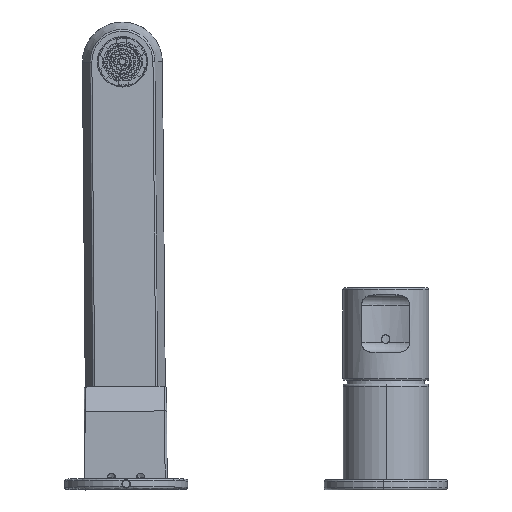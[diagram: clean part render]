
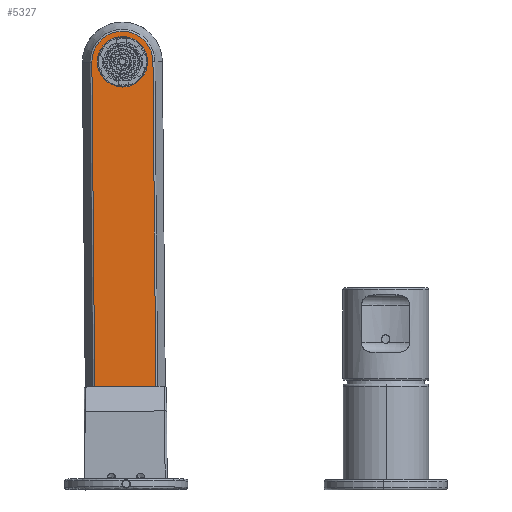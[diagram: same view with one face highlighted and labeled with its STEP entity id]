
A CAD part, front view. The second image highlights one B-rep face of the part: STEP entity #5327.
In plain terms, the highlighted planar face has unit normal (0, -1, 0.009).
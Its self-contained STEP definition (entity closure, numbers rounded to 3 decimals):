
#464 = EDGE_CURVE ( 'NONE', #12423, #1054, #8550, .T. ) ;
#1054 = VERTEX_POINT ( 'NONE', #9656 ) ;
#1248 = DIRECTION ( 'NONE',  ( -0.009, 0.009, 1. ) ) ;
#1758 = CIRCLE ( 'NONE', #4022, 12.25 ) ;
#1946 = AXIS2_PLACEMENT_3D ( 'NONE', #15860, #8167, #9349 ) ;
#2529 = VERTEX_POINT ( 'NONE', #8152 ) ;
#2689 = FACE_BOUND ( 'NONE', #11250, .T. ) ;
#3028 = DIRECTION ( 'NONE',  ( 0., -1., 0.009 ) ) ;
#3148 = CARTESIAN_POINT ( 'NONE',  ( -106.232, 13.49, 196.491 ) ) ;
#3468 = DIRECTION ( 'NONE',  ( 0.009, -0.009, -1. ) ) ;
#3573 = AXIS2_PLACEMENT_3D ( 'NONE', #16474, #5073, #8761 ) ;
#3873 = CARTESIAN_POINT ( 'NONE',  ( -105.687, 12.945, 133.996 ) ) ;
#4022 = AXIS2_PLACEMENT_3D ( 'NONE', #3148, #3028, #8346 ) ;
#4238 = VECTOR ( 'NONE', #7960, 1000. ) ;
#5073 = DIRECTION ( 'NONE',  ( 0., -1., 0.009 ) ) ;
#5151 = PLANE ( 'NONE',  #10699 ) ;
#5327 = ADVANCED_FACE ( 'NONE', ( #2689, #8763 ), #5151, .T. ) ;
#5903 = LINE ( 'NONE', #10302, #11991 ) ;
#6265 = ORIENTED_EDGE ( 'NONE', *, *, #12307, .T. ) ;
#6479 = DIRECTION ( 'NONE',  ( 0., -1., 0.009 ) ) ;
#6582 = EDGE_CURVE ( 'NONE', #14841, #15678, #6878, .T. ) ;
#6878 = LINE ( 'NONE', #15665, #4238 ) ;
#7003 = CARTESIAN_POINT ( 'NONE',  ( -93.983, 13.491, 196.598 ) ) ;
#7064 = CARTESIAN_POINT ( 'NONE',  ( -90.001, 12.113, 38.633 ) ) ;
#7202 = ORIENTED_EDGE ( 'NONE', *, *, #13503, .F. ) ;
#7356 = ORIENTED_EDGE ( 'NONE', *, *, #11238, .T. ) ;
#7927 = CARTESIAN_POINT ( 'NONE',  ( -119.706, 12.11, 38.374 ) ) ;
#7960 = DIRECTION ( 'NONE',  ( -1., 0., -0.009 ) ) ;
#8152 = CARTESIAN_POINT ( 'NONE',  ( -118.482, 13.489, 196.384 ) ) ;
#8167 = DIRECTION ( 'NONE',  ( 0., -1., 0.009 ) ) ;
#8346 = DIRECTION ( 'NONE',  ( 1., 0., 0.009 ) ) ;
#8550 = CIRCLE ( 'NONE', #1946, 14.853 ) ;
#8681 = EDGE_CURVE ( 'NONE', #2529, #13531, #11253, .T. ) ;
#8761 = DIRECTION ( 'NONE',  ( 1., 0., 0.009 ) ) ;
#8763 = FACE_OUTER_BOUND ( 'NONE', #11419, .T. ) ;
#9349 = DIRECTION ( 'NONE',  ( 1., 0., 0.009 ) ) ;
#9656 = CARTESIAN_POINT ( 'NONE',  ( -121.085, 13.489, 196.362 ) ) ;
#10302 = CARTESIAN_POINT ( 'NONE',  ( -91.379, 13.491, 196.621 ) ) ;
#10699 = AXIS2_PLACEMENT_3D ( 'NONE', #3873, #6479, #15477 ) ;
#10989 = ORIENTED_EDGE ( 'NONE', *, *, #464, .T. ) ;
#11238 = EDGE_CURVE ( 'NONE', #1054, #15678, #13085, .T. ) ;
#11250 = EDGE_LOOP ( 'NONE', ( #7202, #15658 ) ) ;
#11253 = CIRCLE ( 'NONE', #3573, 12.25 ) ;
#11419 = EDGE_LOOP ( 'NONE', ( #10989, #7356, #13802, #6265 ) ) ;
#11991 = VECTOR ( 'NONE', #1248, 1000. ) ;
#12307 = EDGE_CURVE ( 'NONE', #14841, #12423, #5903, .T. ) ;
#12423 = VERTEX_POINT ( 'NONE', #14351 ) ;
#13085 = LINE ( 'NONE', #15099, #13887 ) ;
#13503 = EDGE_CURVE ( 'NONE', #13531, #2529, #1758, .T. ) ;
#13531 = VERTEX_POINT ( 'NONE', #7003 ) ;
#13802 = ORIENTED_EDGE ( 'NONE', *, *, #6582, .F. ) ;
#13887 = VECTOR ( 'NONE', #3468, 1000. ) ;
#14351 = CARTESIAN_POINT ( 'NONE',  ( -91.379, 13.491, 196.621 ) ) ;
#14841 = VERTEX_POINT ( 'NONE', #7064 ) ;
#15099 = CARTESIAN_POINT ( 'NONE',  ( -119.706, 12.11, 38.374 ) ) ;
#15477 = DIRECTION ( 'NONE',  ( 1., 0., 0.009 ) ) ;
#15658 = ORIENTED_EDGE ( 'NONE', *, *, #8681, .F. ) ;
#15665 = CARTESIAN_POINT ( 'NONE',  ( -124.853, 12.11, 38.329 ) ) ;
#15678 = VERTEX_POINT ( 'NONE', #7927 ) ;
#15860 = CARTESIAN_POINT ( 'NONE',  ( -106.232, 13.49, 196.491 ) ) ;
#16474 = CARTESIAN_POINT ( 'NONE',  ( -106.232, 13.49, 196.491 ) ) ;
